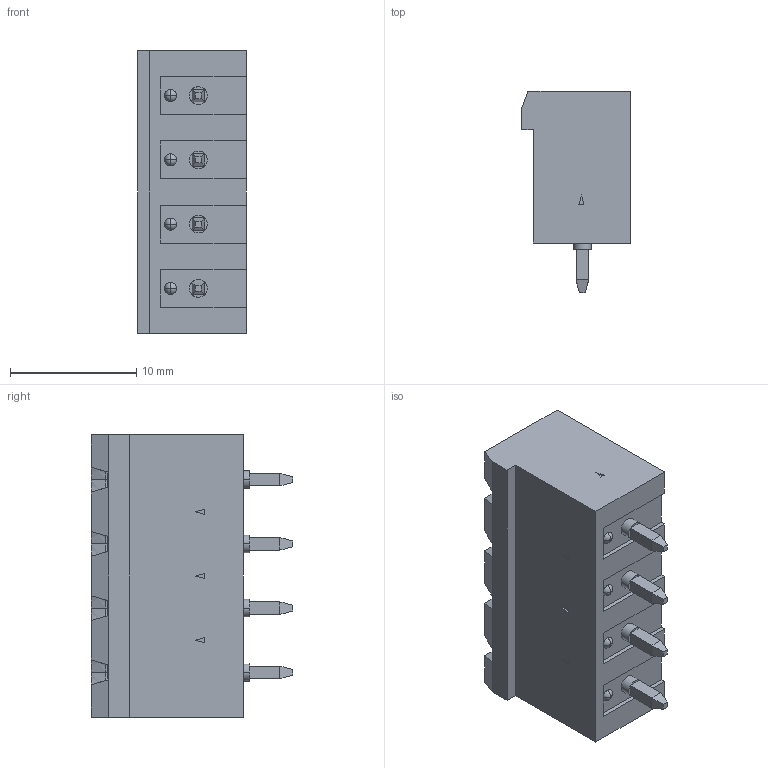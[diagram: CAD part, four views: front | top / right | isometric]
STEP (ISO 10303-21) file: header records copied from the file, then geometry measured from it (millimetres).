
FILE_DESCRIPTION(('SolidDesigner STEP Export'),'2;1');
FILE_NAME('mstbva_2.5-4-g-5.08.stp','2006-10-24T16:07:32',(''),(''),'OneSpace Designer STEP processor for AP214 (Solid Model)','OneSpace Designer 13.01 05-Feb-2005 (C) CoCreate Software GmbH','');
FILE_SCHEMA(('AUTOMOTIVE_DESIGN { 1 0 10303 214 1 1 1 1 }'));
Length unit declared in the file: millimetre
Products named in the file (2): mstbva_2.5-4-g-5.08
Assembly tree (1 placements, depth 2):
  mstbva_2.5-4-g-5.08
    mstbva_2.5-4-g-5.08
Bounding box: 8.6 x 15.9 x 22.32 mm (x, y, z)
Volume: 1170.2 mm3; surface area: 1729.2 mm2
Topology: 1 solids, 1 shells, 300 faces, 735 edges, 463 vertices
Faces by surface type: plane 229, cylinder 47, sphere 16, cone 8
Entity records: 10529 total; most frequent: ORIENTED_EDGE 1470, CARTESIAN_POINT 1449, DIRECTION 1237, EDGE_CURVE 735, VECTOR 527, LINE 527, VERTEX_POINT 463, AXIS2_PLACEMENT_3D 355
